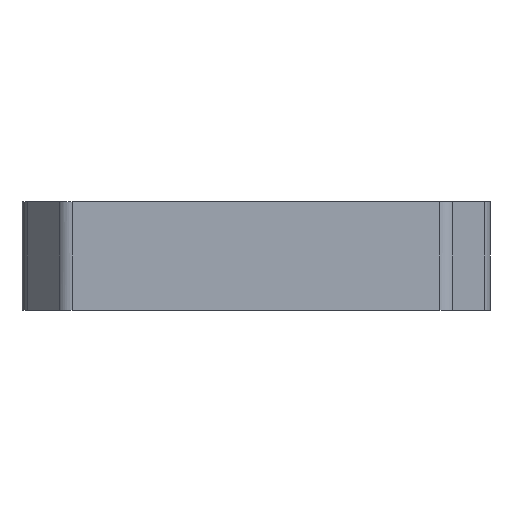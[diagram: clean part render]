
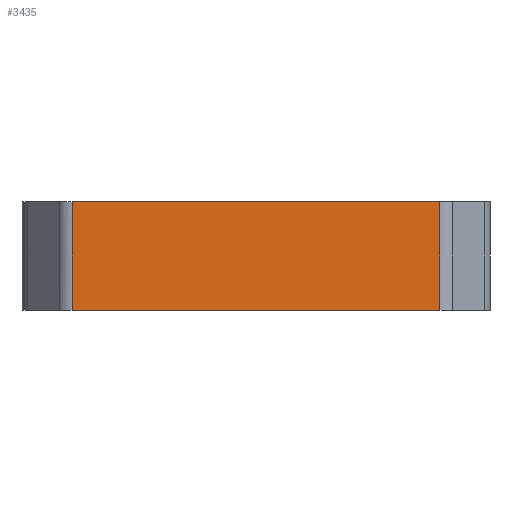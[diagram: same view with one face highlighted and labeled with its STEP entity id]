
A CAD part, left-side view. The second image highlights one B-rep face of the part: STEP entity #3435.
In plain terms, the highlighted planar face has unit normal (-1, 0, 0).
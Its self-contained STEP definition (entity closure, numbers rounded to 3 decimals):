
#72 = PLANE('',#73);
#73 = AXIS2_PLACEMENT_3D('',#74,#75,#76);
#74 = CARTESIAN_POINT('',(46.,10.5,27.));
#75 = DIRECTION('',(0.,0.,1.));
#76 = DIRECTION('',(1.,0.,0.));
#1084 = VERTEX_POINT('',#1085);
#1085 = CARTESIAN_POINT('',(-14.,56.102,27.));
#1104 = CYLINDRICAL_SURFACE('',#1105,4.);
#1105 = AXIS2_PLACEMENT_3D('',#1106,#1107,#1108);
#1106 = CARTESIAN_POINT('',(-10.,56.102,0.));
#1107 = DIRECTION('',(0.,0.,1.));
#1108 = DIRECTION('',(-1.,0.,0.));
#1116 = EDGE_CURVE('',#1084,#1117,#1119,.T.);
#1117 = VERTEX_POINT('',#1118);
#1118 = CARTESIAN_POINT('',(-14.,-35.102,27.));
#1119 = SURFACE_CURVE('',#1120,(#1124,#1131),.PCURVE_S1.);
#1120 = LINE('',#1121,#1122);
#1121 = CARTESIAN_POINT('',(-14.,58.,27.));
#1122 = VECTOR('',#1123,1.);
#1123 = DIRECTION('',(0.,-1.,0.));
#1124 = PCURVE('',#72,#1125);
#1125 = DEFINITIONAL_REPRESENTATION('',(#1126),#1130);
#1126 = LINE('',#1127,#1128);
#1127 = CARTESIAN_POINT('',(-60.,47.5));
#1128 = VECTOR('',#1129,1.);
#1129 = DIRECTION('',(0.,-1.));
#1130 = ( GEOMETRIC_REPRESENTATION_CONTEXT(2) 
PARAMETRIC_REPRESENTATION_CONTEXT() REPRESENTATION_CONTEXT('2D SPACE',''
  ) );
#1131 = PCURVE('',#1132,#1137);
#1132 = PLANE('',#1133);
#1133 = AXIS2_PLACEMENT_3D('',#1134,#1135,#1136);
#1134 = CARTESIAN_POINT('',(-14.,58.,0.));
#1135 = DIRECTION('',(1.,0.,0.));
#1136 = DIRECTION('',(0.,-1.,0.));
#1137 = DEFINITIONAL_REPRESENTATION('',(#1138),#1142);
#1138 = LINE('',#1139,#1140);
#1139 = CARTESIAN_POINT('',(0.,-27.));
#1140 = VECTOR('',#1141,1.);
#1141 = DIRECTION('',(1.,0.));
#1142 = ( GEOMETRIC_REPRESENTATION_CONTEXT(2) 
PARAMETRIC_REPRESENTATION_CONTEXT() REPRESENTATION_CONTEXT('2D SPACE',''
  ) );
#1161 = CYLINDRICAL_SURFACE('',#1162,4.);
#1162 = AXIS2_PLACEMENT_3D('',#1163,#1164,#1165);
#1163 = CARTESIAN_POINT('',(-10.,-35.102,0.));
#1164 = DIRECTION('',(0.,0.,1.));
#1165 = DIRECTION('',(-1.,0.,0.));
#1702 = PLANE('',#1703);
#1703 = AXIS2_PLACEMENT_3D('',#1704,#1705,#1706);
#1704 = CARTESIAN_POINT('',(45.555,9.008,0.));
#1705 = DIRECTION('',(0.,0.,1.));
#1706 = DIRECTION('',(1.,0.,0.));
#3364 = EDGE_CURVE('',#3365,#1084,#3367,.T.);
#3365 = VERTEX_POINT('',#3366);
#3366 = CARTESIAN_POINT('',(-14.,56.102,0.));
#3367 = SURFACE_CURVE('',#3368,(#3372,#3379),.PCURVE_S1.);
#3368 = LINE('',#3369,#3370);
#3369 = CARTESIAN_POINT('',(-14.,56.102,0.));
#3370 = VECTOR('',#3371,1.);
#3371 = DIRECTION('',(0.,0.,1.));
#3372 = PCURVE('',#1104,#3373);
#3373 = DEFINITIONAL_REPRESENTATION('',(#3374),#3378);
#3374 = LINE('',#3375,#3376);
#3375 = CARTESIAN_POINT('',(-0.,0.));
#3376 = VECTOR('',#3377,1.);
#3377 = DIRECTION('',(-0.,1.));
#3378 = ( GEOMETRIC_REPRESENTATION_CONTEXT(2) 
PARAMETRIC_REPRESENTATION_CONTEXT() REPRESENTATION_CONTEXT('2D SPACE',''
  ) );
#3379 = PCURVE('',#1132,#3380);
#3380 = DEFINITIONAL_REPRESENTATION('',(#3381),#3385);
#3381 = LINE('',#3382,#3383);
#3382 = CARTESIAN_POINT('',(1.898,0.));
#3383 = VECTOR('',#3384,1.);
#3384 = DIRECTION('',(0.,-1.));
#3385 = ( GEOMETRIC_REPRESENTATION_CONTEXT(2) 
PARAMETRIC_REPRESENTATION_CONTEXT() REPRESENTATION_CONTEXT('2D SPACE',''
  ) );
#3435 = ADVANCED_FACE('',(#3436),#1132,.F.);
#3436 = FACE_BOUND('',#3437,.F.);
#3437 = EDGE_LOOP('',(#3438,#3439,#3462,#3483));
#3438 = ORIENTED_EDGE('',*,*,#1116,.T.);
#3439 = ORIENTED_EDGE('',*,*,#3440,.F.);
#3440 = EDGE_CURVE('',#3441,#1117,#3443,.T.);
#3441 = VERTEX_POINT('',#3442);
#3442 = CARTESIAN_POINT('',(-14.,-35.102,0.));
#3443 = SURFACE_CURVE('',#3444,(#3448,#3455),.PCURVE_S1.);
#3444 = LINE('',#3445,#3446);
#3445 = CARTESIAN_POINT('',(-14.,-35.102,0.));
#3446 = VECTOR('',#3447,1.);
#3447 = DIRECTION('',(0.,0.,1.));
#3448 = PCURVE('',#1132,#3449);
#3449 = DEFINITIONAL_REPRESENTATION('',(#3450),#3454);
#3450 = LINE('',#3451,#3452);
#3451 = CARTESIAN_POINT('',(93.102,-0.));
#3452 = VECTOR('',#3453,1.);
#3453 = DIRECTION('',(0.,-1.));
#3454 = ( GEOMETRIC_REPRESENTATION_CONTEXT(2) 
PARAMETRIC_REPRESENTATION_CONTEXT() REPRESENTATION_CONTEXT('2D SPACE',''
  ) );
#3455 = PCURVE('',#1161,#3456);
#3456 = DEFINITIONAL_REPRESENTATION('',(#3457),#3461);
#3457 = LINE('',#3458,#3459);
#3458 = CARTESIAN_POINT('',(0.,0.));
#3459 = VECTOR('',#3460,1.);
#3460 = DIRECTION('',(0.,1.));
#3461 = ( GEOMETRIC_REPRESENTATION_CONTEXT(2) 
PARAMETRIC_REPRESENTATION_CONTEXT() REPRESENTATION_CONTEXT('2D SPACE',''
  ) );
#3462 = ORIENTED_EDGE('',*,*,#3463,.F.);
#3463 = EDGE_CURVE('',#3365,#3441,#3464,.T.);
#3464 = SURFACE_CURVE('',#3465,(#3469,#3476),.PCURVE_S1.);
#3465 = LINE('',#3466,#3467);
#3466 = CARTESIAN_POINT('',(-14.,58.,0.));
#3467 = VECTOR('',#3468,1.);
#3468 = DIRECTION('',(0.,-1.,0.));
#3469 = PCURVE('',#1132,#3470);
#3470 = DEFINITIONAL_REPRESENTATION('',(#3471),#3475);
#3471 = LINE('',#3472,#3473);
#3472 = CARTESIAN_POINT('',(0.,0.));
#3473 = VECTOR('',#3474,1.);
#3474 = DIRECTION('',(1.,0.));
#3475 = ( GEOMETRIC_REPRESENTATION_CONTEXT(2) 
PARAMETRIC_REPRESENTATION_CONTEXT() REPRESENTATION_CONTEXT('2D SPACE',''
  ) );
#3476 = PCURVE('',#1702,#3477);
#3477 = DEFINITIONAL_REPRESENTATION('',(#3478),#3482);
#3478 = LINE('',#3479,#3480);
#3479 = CARTESIAN_POINT('',(-59.555,48.992));
#3480 = VECTOR('',#3481,1.);
#3481 = DIRECTION('',(0.,-1.));
#3482 = ( GEOMETRIC_REPRESENTATION_CONTEXT(2) 
PARAMETRIC_REPRESENTATION_CONTEXT() REPRESENTATION_CONTEXT('2D SPACE',''
  ) );
#3483 = ORIENTED_EDGE('',*,*,#3364,.T.);
